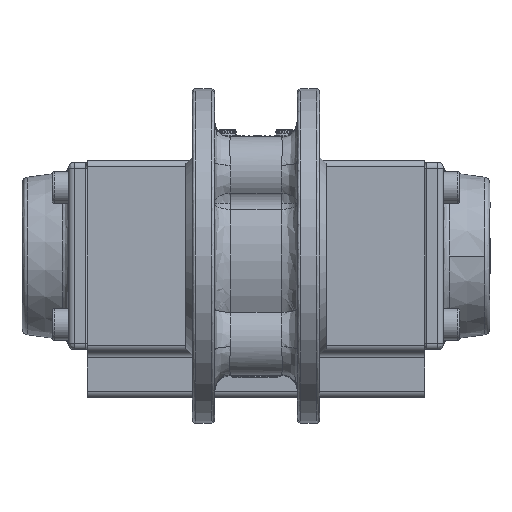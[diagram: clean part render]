
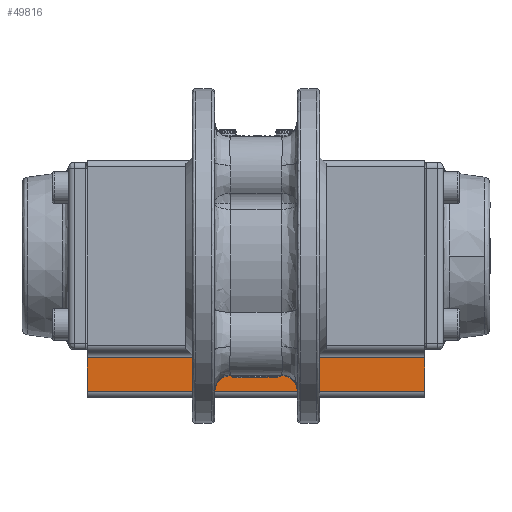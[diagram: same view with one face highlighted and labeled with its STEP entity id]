
A CAD part, front view. The second image highlights one B-rep face of the part: STEP entity #49816.
In plain terms, the highlighted planar face has unit normal (0, 1, 0).
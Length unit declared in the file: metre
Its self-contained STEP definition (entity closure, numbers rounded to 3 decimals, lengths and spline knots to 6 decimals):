
#1443 = VERTEX_POINT ( 'NONE', #14944 ) ;
#2816 = CARTESIAN_POINT ( 'NONE',  ( -0.054973, 0.074041, 0.0635 ) ) ;
#8371 = DIRECTION ( 'NONE',  ( 1., 0., 0. ) ) ;
#8465 = LINE ( 'NONE', #51553, #31050 ) ;
#12577 = LINE ( 'NONE', #39483, #87464 ) ;
#14944 = CARTESIAN_POINT ( 'NONE',  ( 0.051027, 0.074041, 0.0635 ) ) ;
#16383 = DIRECTION ( 'NONE',  ( 0., 0., 1. ) ) ;
#20154 = EDGE_CURVE ( 'NONE', #79645, #1443, #12577, .T. ) ;
#21478 = CARTESIAN_POINT ( 'NONE',  ( -0.054973, 0.074041, 0.074 ) ) ;
#31050 = VECTOR ( 'NONE', #16383, 1. ) ;
#33365 = CARTESIAN_POINT ( 'NONE',  ( 0.051027, 0.074041, 0.074 ) ) ;
#33510 = PLANE ( 'NONE',  #68419 ) ;
#35726 = DIRECTION ( 'NONE',  ( -1., 0., 0. ) ) ;
#39483 = CARTESIAN_POINT ( 'NONE',  ( 0.051027, 0.074041, 0.0635 ) ) ;
#39729 = VECTOR ( 'NONE', #8371, 1. ) ;
#47170 = VERTEX_POINT ( 'NONE', #21478 ) ;
#49816 = ADVANCED_FACE ( 'NONE', ( #62611 ), #33510, .T. ) ;
#49845 = VECTOR ( 'NONE', #35726, 1. ) ;
#51553 = CARTESIAN_POINT ( 'NONE',  ( -0.054973, 0.074041, 0.0635 ) ) ;
#61692 = CARTESIAN_POINT ( 'NONE',  ( 0.051027, 0.074041, 0.0635 ) ) ;
#62611 = FACE_OUTER_BOUND ( 'NONE', #75151, .T. ) ;
#63050 = DIRECTION ( 'NONE',  ( 0., 1., 0. ) ) ;
#63384 = ORIENTED_EDGE ( 'NONE', *, *, #20154, .T. ) ;
#68419 = AXIS2_PLACEMENT_3D ( 'NONE', #61692, #63050, #91251 ) ;
#71810 = CARTESIAN_POINT ( 'NONE',  ( 0.051027, 0.074041, 0.074 ) ) ;
#74515 = ORIENTED_EDGE ( 'NONE', *, *, #77288, .T. ) ;
#75151 = EDGE_LOOP ( 'NONE', ( #83896, #79649, #74515, #63384 ) ) ;
#77288 = EDGE_CURVE ( 'NONE', #47170, #79645, #83918, .T. ) ;
#77766 = CARTESIAN_POINT ( 'NONE',  ( 0.051027, 0.074041, 0.0635 ) ) ;
#79431 = EDGE_CURVE ( 'NONE', #90545, #47170, #8465, .T. ) ;
#79645 = VERTEX_POINT ( 'NONE', #33365 ) ;
#79649 = ORIENTED_EDGE ( 'NONE', *, *, #79431, .T. ) ;
#83896 = ORIENTED_EDGE ( 'NONE', *, *, #89847, .T. ) ;
#83918 = LINE ( 'NONE', #71810, #39729 ) ;
#86578 = LINE ( 'NONE', #77766, #49845 ) ;
#87464 = VECTOR ( 'NONE', #90290, 1. ) ;
#89847 = EDGE_CURVE ( 'NONE', #1443, #90545, #86578, .T. ) ;
#90290 = DIRECTION ( 'NONE',  ( 0., 0., -1. ) ) ;
#90545 = VERTEX_POINT ( 'NONE', #2816 ) ;
#91251 = DIRECTION ( 'NONE',  ( -1., 0., 0. ) ) ;
